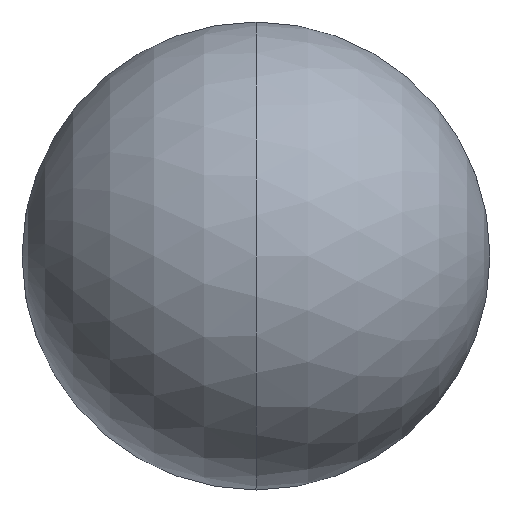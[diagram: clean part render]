
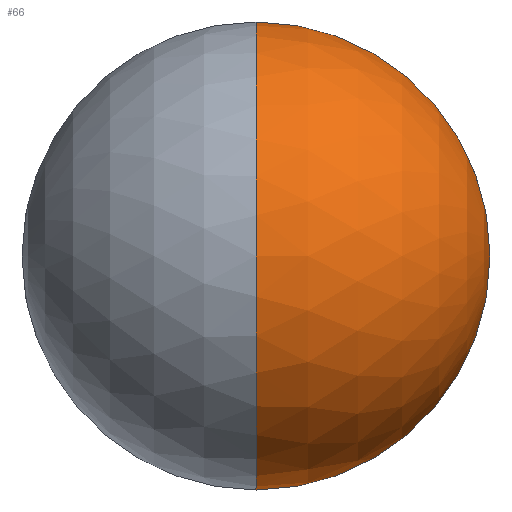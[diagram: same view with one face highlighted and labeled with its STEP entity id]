
A CAD part, left-side view. The second image highlights one B-rep face of the part: STEP entity #66.
In plain terms, the highlighted spherical face has radius 36 mm.
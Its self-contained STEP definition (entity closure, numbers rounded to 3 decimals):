
#13 = CARTESIAN_POINT ( 'NONE',  ( -95.4, 0., 0. ) ) ;
#26 = EDGE_CURVE ( 'NONE', #122, #61, #91, .T. ) ;
#30 = CIRCLE ( 'NONE', #84, 36. ) ;
#34 = CARTESIAN_POINT ( 'NONE',  ( -95.4, 0., 0. ) ) ;
#43 = ORIENTED_EDGE ( 'NONE', *, *, #26, .T. ) ;
#48 = DIRECTION ( 'NONE',  ( 0., 0., 1. ) ) ;
#53 = EDGE_CURVE ( 'NONE', #122, #177, #56, .T. ) ;
#56 = CIRCLE ( 'NONE', #107, 36. ) ;
#61 = VERTEX_POINT ( 'NONE', #100 ) ;
#66 = ADVANCED_FACE ( 'NONE', ( #86 ), #183, .T. ) ;
#69 = EDGE_CURVE ( 'NONE', #61, #177, #30, .T. ) ;
#73 = CARTESIAN_POINT ( 'NONE',  ( -131.4, 0., 0. ) ) ;
#74 = AXIS2_PLACEMENT_3D ( 'NONE', #13, #153, #101 ) ;
#84 = AXIS2_PLACEMENT_3D ( 'NONE', #124, #109, #85 ) ;
#85 = DIRECTION ( 'NONE',  ( 0., 0., -1. ) ) ;
#86 = FACE_OUTER_BOUND ( 'NONE', #157, .T. ) ;
#89 = CARTESIAN_POINT ( 'NONE',  ( -95.4, 0., -36. ) ) ;
#91 = CIRCLE ( 'NONE', #123, 36. ) ;
#94 = ORIENTED_EDGE ( 'NONE', *, *, #53, .F. ) ;
#100 = CARTESIAN_POINT ( 'NONE',  ( -95.4, 0., 36. ) ) ;
#101 = DIRECTION ( 'NONE',  ( 0., 0., -1. ) ) ;
#107 = AXIS2_PLACEMENT_3D ( 'NONE', #126, #125, #48 ) ;
#109 = DIRECTION ( 'NONE',  ( 0., -1., 0. ) ) ;
#111 = DIRECTION ( 'NONE',  ( -1., 0., 0. ) ) ;
#122 = VERTEX_POINT ( 'NONE', #89 ) ;
#123 = AXIS2_PLACEMENT_3D ( 'NONE', #34, #111, #164 ) ;
#124 = CARTESIAN_POINT ( 'NONE',  ( -95.4, 0., 0. ) ) ;
#125 = DIRECTION ( 'NONE',  ( 0., 1., 0. ) ) ;
#126 = CARTESIAN_POINT ( 'NONE',  ( -95.4, 0., 0. ) ) ;
#130 = ORIENTED_EDGE ( 'NONE', *, *, #69, .T. ) ;
#153 = DIRECTION ( 'NONE',  ( 0., -1., 0. ) ) ;
#157 = EDGE_LOOP ( 'NONE', ( #43, #130, #94 ) ) ;
#164 = DIRECTION ( 'NONE',  ( 0., 0., 1. ) ) ;
#177 = VERTEX_POINT ( 'NONE', #73 ) ;
#183 = SPHERICAL_SURFACE ( 'NONE', #74, 36. ) ;
